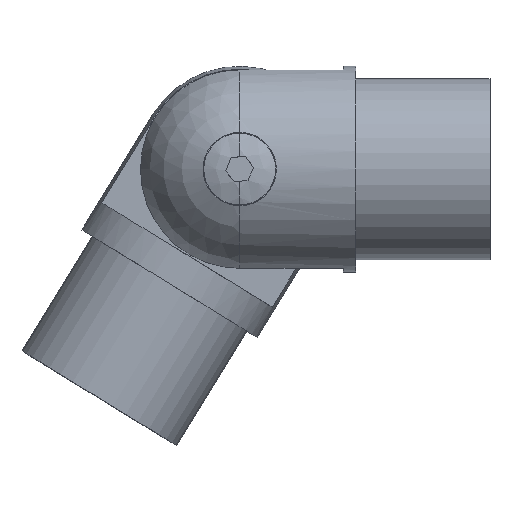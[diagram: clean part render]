
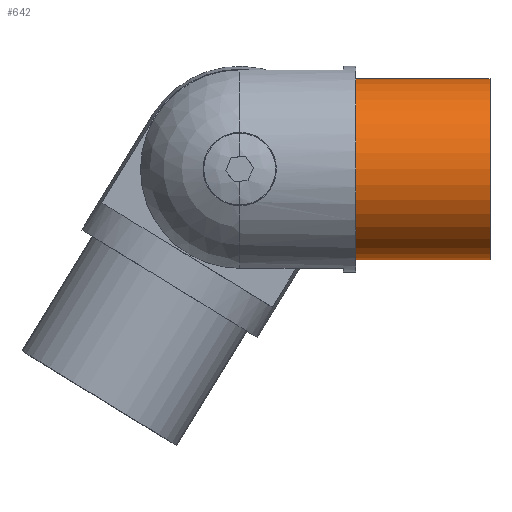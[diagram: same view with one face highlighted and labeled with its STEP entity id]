
A CAD part, top view. The second image highlights one B-rep face of the part: STEP entity #642.
In plain terms, the highlighted cylindrical face has radius 14.85 mm (diameter 29.7 mm), a partial arc.
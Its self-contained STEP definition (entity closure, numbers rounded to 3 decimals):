
#26 = DIRECTION ( 'NONE',  ( 0., 1., 0. ) ) ;
#56 = DIRECTION ( 'NONE',  ( 0., 1., 0. ) ) ;
#154 = AXIS2_PLACEMENT_3D ( 'NONE', #981, #605, #26 ) ;
#192 = FACE_OUTER_BOUND ( 'NONE', #342, .T. ) ;
#215 = AXIS2_PLACEMENT_3D ( 'NONE', #1107, #575, #56 ) ;
#245 = CARTESIAN_POINT ( 'NONE',  ( -12.413, 15.108, 0. ) ) ;
#247 = EDGE_CURVE ( 'NONE', #1702, #1679, #705, .T. ) ;
#303 = CARTESIAN_POINT ( 'NONE',  ( -34.413, 44.808, 0. ) ) ;
#306 = DIRECTION ( 'NONE',  ( 1., 0., 0. ) ) ;
#342 = EDGE_LOOP ( 'NONE', ( #1280, #468, #1082, #1525 ) ) ;
#400 = CARTESIAN_POINT ( 'NONE',  ( -12.413, 44.808, 0. ) ) ;
#415 = VECTOR ( 'NONE', #961, 1000. ) ;
#468 = ORIENTED_EDGE ( 'NONE', *, *, #517, .T. ) ;
#505 = AXIS2_PLACEMENT_3D ( 'NONE', #1547, #306, #878 ) ;
#517 = EDGE_CURVE ( 'NONE', #1679, #1289, #1338, .T. ) ;
#532 = CIRCLE ( 'NONE', #505, 14.85 ) ;
#575 = DIRECTION ( 'NONE',  ( 1., 0., 0. ) ) ;
#605 = DIRECTION ( 'NONE',  ( 1., 0., 0. ) ) ;
#642 = ADVANCED_FACE ( 'NONE', ( #192 ), #748, .T. ) ;
#705 = CIRCLE ( 'NONE', #154, 14.85 ) ;
#748 = CYLINDRICAL_SURFACE ( 'NONE', #215, 14.85 ) ;
#818 = CARTESIAN_POINT ( 'NONE',  ( -12.413, 44.808, 0. ) ) ;
#878 = DIRECTION ( 'NONE',  ( 0., 1., 0. ) ) ;
#958 = EDGE_CURVE ( 'NONE', #1702, #1263, #1099, .T. ) ;
#961 = DIRECTION ( 'NONE',  ( 1., 0., 0. ) ) ;
#963 = DIRECTION ( 'NONE',  ( 1., 0., 0. ) ) ;
#973 = CARTESIAN_POINT ( 'NONE',  ( -12.413, 15.108, 0. ) ) ;
#981 = CARTESIAN_POINT ( 'NONE',  ( -34.413, 29.958, 0. ) ) ;
#1082 = ORIENTED_EDGE ( 'NONE', *, *, #1593, .F. ) ;
#1099 = LINE ( 'NONE', #818, #415 ) ;
#1107 = CARTESIAN_POINT ( 'NONE',  ( -12.413, 29.958, 0. ) ) ;
#1213 = VECTOR ( 'NONE', #963, 1000. ) ;
#1263 = VERTEX_POINT ( 'NONE', #400 ) ;
#1280 = ORIENTED_EDGE ( 'NONE', *, *, #247, .T. ) ;
#1289 = VERTEX_POINT ( 'NONE', #245 ) ;
#1338 = LINE ( 'NONE', #973, #1213 ) ;
#1525 = ORIENTED_EDGE ( 'NONE', *, *, #958, .F. ) ;
#1547 = CARTESIAN_POINT ( 'NONE',  ( -12.413, 29.958, 0. ) ) ;
#1593 = EDGE_CURVE ( 'NONE', #1263, #1289, #532, .T. ) ;
#1659 = CARTESIAN_POINT ( 'NONE',  ( -34.413, 15.108, 0. ) ) ;
#1679 = VERTEX_POINT ( 'NONE', #1659 ) ;
#1702 = VERTEX_POINT ( 'NONE', #303 ) ;
